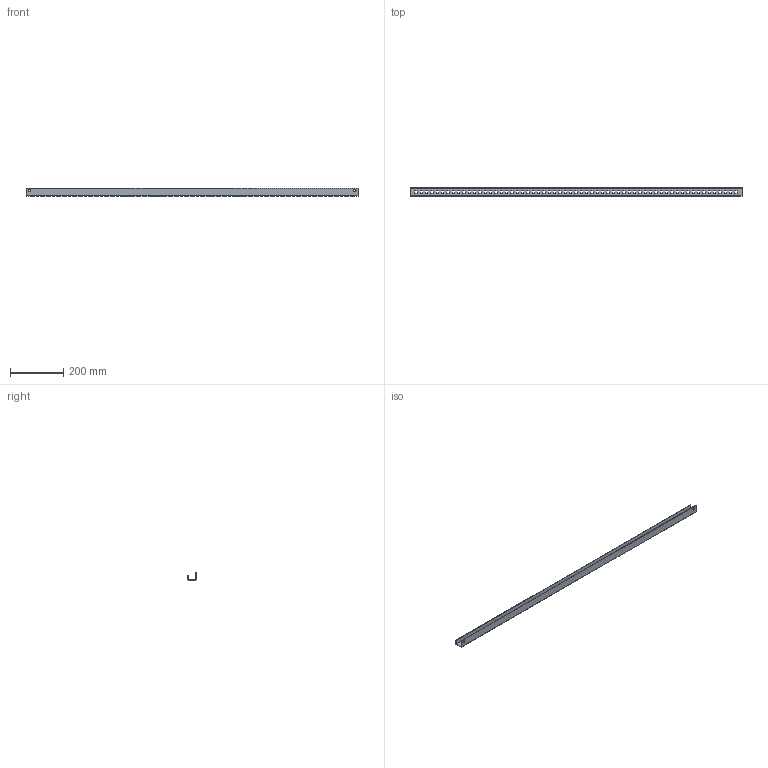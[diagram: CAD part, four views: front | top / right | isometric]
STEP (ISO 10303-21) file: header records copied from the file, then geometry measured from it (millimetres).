
FILE_DESCRIPTION (( 'STEP AP203' ), '1' );
FILE_NAME ('AC00C573.step', '2011-01-20T13:32:50', ( 'User' ), ( 'DKC' ), 'SwSTEP 2.0', 'SolidWorks 2010', '' );
FILE_SCHEMA (( 'CONFIG_CONTROL_DESIGN' ));
Length unit declared in the file: millimetre
Products named in the file (1): AC00C573
Bounding box: 1245 x 30.5 x 30 mm (x, y, z)
Volume: 171712.7 mm3; surface area: 181502.5 mm2
Topology: 1 solids, 1 shells, 270 faces, 788 edges, 520 vertices
Faces by surface type: plane 262, cylinder 8
Entity records: 9069 total; most frequent: CARTESIAN_POINT 1579, ORIENTED_EDGE 1576, DIRECTION 1346, EDGE_CURVE 788, LINE 772, VECTOR 772, VERTEX_POINT 520, EDGE_LOOP 396
